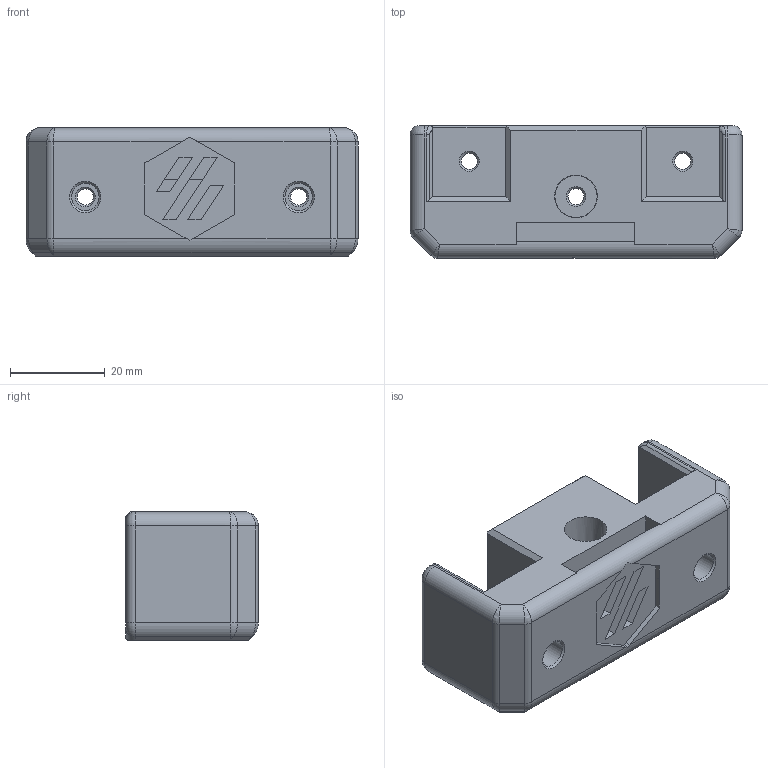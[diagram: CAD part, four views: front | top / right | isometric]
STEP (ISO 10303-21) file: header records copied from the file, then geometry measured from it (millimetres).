
FILE_DESCRIPTION(('HOOPS Exchange Step'),'2;1');
FILE_NAME('temp_export','2020-11-04T15:26:50-06:00',('mobile'),('Shapr3D Limited'),'HOOPS Exchange 2020.2','Shapr3D','Authorized');
FILE_SCHEMA( ('AP203_CONFIGURATION_CONTROLLED_3D_DESIGN_OF_MECHANICAL_PARTS_AND_ASSEMBLIES_MIM_LF') );
Length unit declared in the file: millimetre
Products named in the file (1): LED Front Bed Mount
Bounding box: 70 x 28 x 27.1 mm (x, y, z)
Volume: 36923.7 mm3; surface area: 12292.4 mm2
Topology: 1 solids, 1 shells, 133 faces, 339 edges, 207 vertices
Faces by surface type: plane 62, cylinder 30, bspline 17, cone 16, torus 8
Full cylindrical faces by diameter (mm): 3.4 x5, 5.8 x2, 9 x1
Entity records: 5074 total; most frequent: CARTESIAN_POINT 1896, ORIENTED_EDGE 670, DIRECTION 621, EDGE_CURVE 335, AXIS2_PLACEMENT_3D 209, VERTEX_POINT 207, VECTOR 203, LINE 203
